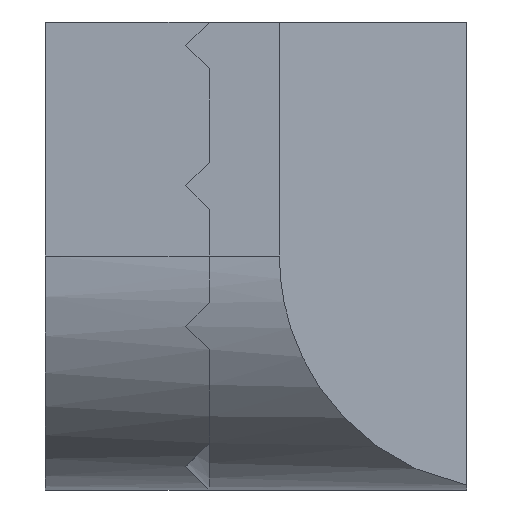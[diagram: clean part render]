
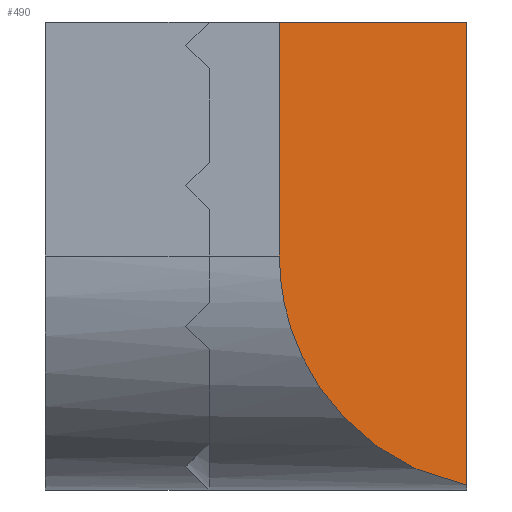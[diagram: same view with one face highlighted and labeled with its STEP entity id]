
A CAD part, left-side view. The second image highlights one B-rep face of the part: STEP entity #490.
In plain terms, the highlighted planar face has unit normal (-0.707, -0.707, 0).
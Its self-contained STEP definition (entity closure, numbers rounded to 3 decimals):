
#34 = CARTESIAN_POINT ( 'NONE',  ( 0., -2., 2.519 ) ) ;
#70 = ORIENTED_EDGE ( 'NONE', *, *, #529, .F. ) ;
#104 = AXIS2_PLACEMENT_3D ( 'NONE', #123, #1036, #849 ) ;
#123 = CARTESIAN_POINT ( 'NONE',  ( 4., -6., 10. ) ) ;
#142 = CARTESIAN_POINT ( 'NONE',  ( 0., -2., 5. ) ) ;
#176 = ORIENTED_EDGE ( 'NONE', *, *, #821, .F. ) ;
#180 = ORIENTED_EDGE ( 'NONE', *, *, #1078, .T. ) ;
#237 = CARTESIAN_POINT ( 'NONE',  ( 0., -2., 10. ) ) ;
#278 = CARTESIAN_POINT ( 'NONE',  ( 4., -6., 0.101 ) ) ;
#329 = CARTESIAN_POINT ( 'NONE',  ( 4., -6., 0.101 ) ) ;
#342 = CARTESIAN_POINT ( 'NONE',  ( 1.569, -3.569, 0.597 ) ) ;
#391 = CARTESIAN_POINT ( 'NONE',  ( 0., -2., 10. ) ) ;
#443 = FACE_OUTER_BOUND ( 'NONE', #1296, .T. ) ;
#447 = VECTOR ( 'NONE', #887, 1000. ) ;
#476 = LINE ( 'NONE', #391, #447 ) ;
#484 = VERTEX_POINT ( 'NONE', #237 ) ;
#490 = ADVANCED_FACE ( 'NONE', ( #443 ), #836, .F. ) ;
#511 = LINE ( 'NONE', #1207, #1221 ) ;
#529 = EDGE_CURVE ( 'NONE', #1146, #1153, #774, .T. ) ;
#565 = CARTESIAN_POINT ( 'NONE',  ( 4., -6., 10. ) ) ;
#676 = VERTEX_POINT ( 'NONE', #864 ) ;
#696 = VECTOR ( 'NONE', #762, 1000. ) ;
#762 = DIRECTION ( 'NONE',  ( -0.707, 0.707, 0. ) ) ;
#774 =( BOUNDED_CURVE ( )  B_SPLINE_CURVE ( 3, ( #329, #342, #34, #142 ),
 .UNSPECIFIED., .F., .F. ) 
 B_SPLINE_CURVE_WITH_KNOTS ( ( 4, 4 ),
 ( 4.914, 6.283 ),
 .UNSPECIFIED. ) 
 CURVE ( )  GEOMETRIC_REPRESENTATION_ITEM ( )  RATIONAL_B_SPLINE_CURVE ( ( 1., 0.85, 0.85, 1. ) ) 
 REPRESENTATION_ITEM ( '' )  );
#821 = EDGE_CURVE ( 'NONE', #1153, #484, #476, .T. ) ;
#836 = PLANE ( 'NONE',  #104 ) ;
#849 = DIRECTION ( 'NONE',  ( -0.707, 0.707, 0. ) ) ;
#858 = EDGE_CURVE ( 'NONE', #1146, #676, #511, .T. ) ;
#864 = CARTESIAN_POINT ( 'NONE',  ( 4., -6., 10. ) ) ;
#882 = ORIENTED_EDGE ( 'NONE', *, *, #858, .T. ) ;
#884 = CARTESIAN_POINT ( 'NONE',  ( 0., -2., 5. ) ) ;
#887 = DIRECTION ( 'NONE',  ( 0., 0., 1. ) ) ;
#926 = DIRECTION ( 'NONE',  ( 0., 0., 1. ) ) ;
#1036 = DIRECTION ( 'NONE',  ( 0.707, 0.707, 0. ) ) ;
#1078 = EDGE_CURVE ( 'NONE', #676, #484, #1081, .T. ) ;
#1081 = LINE ( 'NONE', #565, #696 ) ;
#1146 = VERTEX_POINT ( 'NONE', #278 ) ;
#1153 = VERTEX_POINT ( 'NONE', #884 ) ;
#1207 = CARTESIAN_POINT ( 'NONE',  ( 4., -6., 10. ) ) ;
#1221 = VECTOR ( 'NONE', #926, 1000. ) ;
#1296 = EDGE_LOOP ( 'NONE', ( #882, #180, #176, #70 ) ) ;
